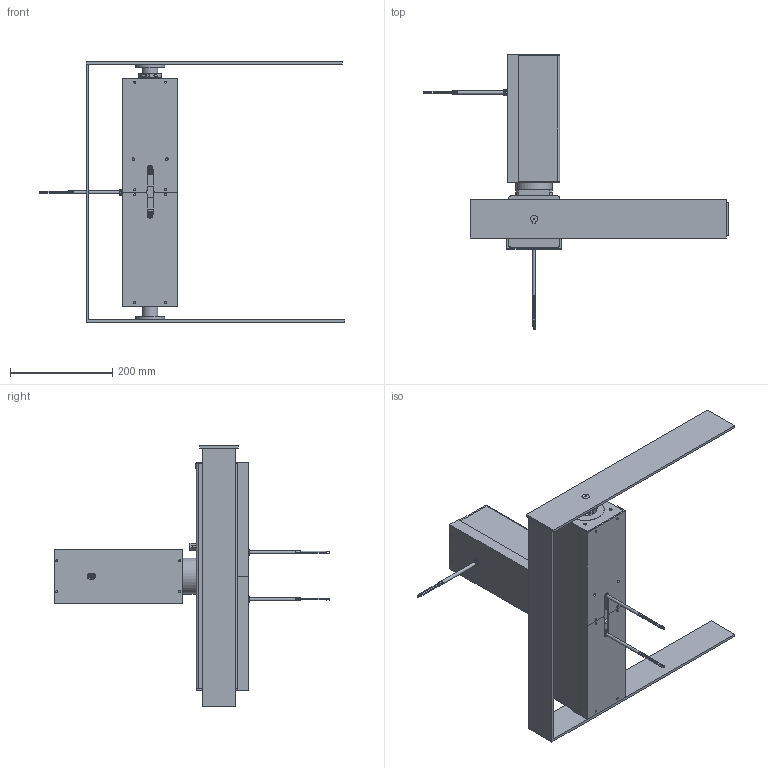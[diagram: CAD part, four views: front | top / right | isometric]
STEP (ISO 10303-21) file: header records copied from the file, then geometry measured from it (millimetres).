
FILE_DESCRIPTION(/* description */ (''),/* implementation_level */ '2;1');
FILE_NAME(/* name */ 'Rotator_MKIII v23.step',/* time_stamp */ '2025-09-12T18:20:12+09:30',/* author */ (''),/* organization */ (''),/* preprocessor_version */ 'ST-DEVELOPER v20.1',/* originating_system */ 'Autodesk Translation Framework v14.10.0.0',/* authorisation */ '');
FILE_SCHEMA (('AUTOMOTIVE_DESIGN { 1 0 10303 214 3 1 1 }'));
Products named in the file (25): Rotator_MKIII; Reduction Gearbox_E1; 34HE31-6004S; Reduction Gearbox_E2; 34HE31-6004S_1; Reduction Gearbox_AZ1; 34HE31-6004S_2; EL_Housing (1); Flange_E1; Flange_E2; Flange_AZ; EL_Endcap2; EL_Endcap2 (1); AZ_Housing; AZ_Endcap; AZ_Endcap2; Thrust Bearing; EL_EndStop_Ring1; EL_Endstop_Ring2; AZ_Bearing_Cover; EL_Arm; EL_Top_Cap; AZ_Top_Cap; AZ_Endstop_Magnet; EL_Top_Cap (2)
Assembly tree (24 placements, depth 2):
  Rotator_MKIII
    Reduction Gearbox_E1
    34HE31-6004S
    Reduction Gearbox_E2
    34HE31-6004S_1
    Reduction Gearbox_AZ1
    34HE31-6004S_2
    EL_Housing (1)
    Flange_E1
    Flange_E2
    Flange_AZ
    EL_Endcap2
    EL_Endcap2 (1)
    AZ_Housing
    AZ_Endcap
    AZ_Endcap2
    Thrust Bearing
    EL_EndStop_Ring1
    EL_Endstop_Ring2
    AZ_Bearing_Cover
    EL_Arm
    EL_Top_Cap
    AZ_Top_Cap
    AZ_Endstop_Magnet
    EL_Top_Cap (2)
Bounding box: 596.38 x 538 x 509 mm (x, y, z)
Volume: 5130279.9 mm3; surface area: 1390765.1 mm2
Topology: 28 solids, 28 shells, 1691 faces, 4266 edges, 2798 vertices
Faces by surface type: plane 900, cylinder 634, cone 61, torus 60, bspline 36
Full cylindrical faces by diameter (mm): 1.3 x12, 2 x12, 2.6 x12, 2.854 x12, 3 x1, 3.2 x2, 4 x38, 5.1 x2, 5.2 x4, 5.5 x8, 5.7 x3, 6 x60, 6.5 x15, 7 x12, 8 x12, 12 x1, 14 x3, 15 x2, 15.6 x6, 18 x6, 30 x4, 57 x3, 60 x1, 61 x1, 71 x1, 73 x15, 76 x3
Entity records: 61508 total; most frequent: CARTESIAN_POINT 18716, DIRECTION 8646, ORIENTED_EDGE 8532, EDGE_CURVE 4266, AXIS2_PLACEMENT_3D 3178, VERTEX_POINT 2798, LINE 2290, VECTOR 2290
